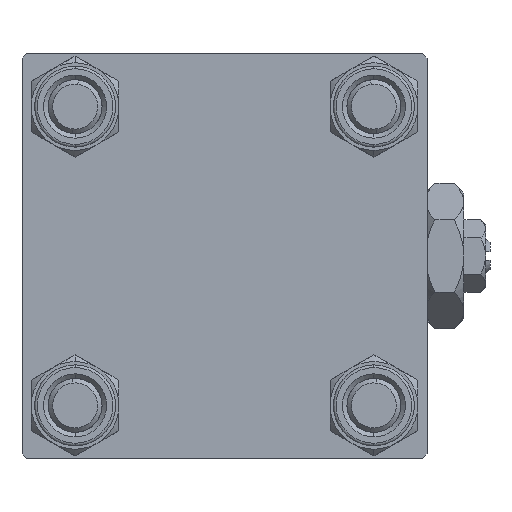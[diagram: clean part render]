
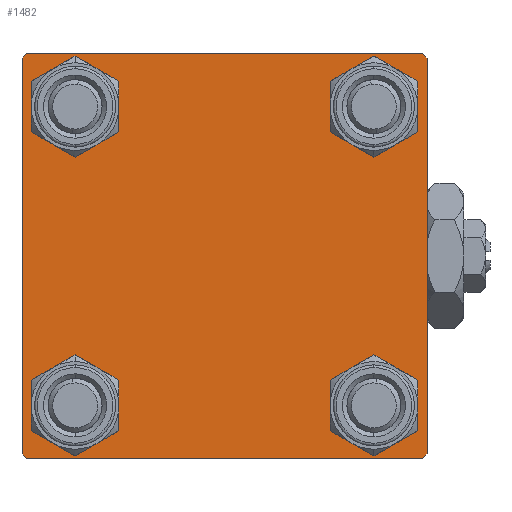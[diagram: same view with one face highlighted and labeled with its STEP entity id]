
A CAD part, left-side view. The second image highlights one B-rep face of the part: STEP entity #1482.
In plain terms, the highlighted planar face has unit normal (-1, 0, 0).
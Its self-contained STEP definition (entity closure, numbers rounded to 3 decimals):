
#1028 = VERTEX_POINT ( 'NONE', #12187 ) ;
#1482 = ADVANCED_FACE ( 'NONE', ( #15274, #23031, #3053, #42725, #11010 ), #39244, .T. ) ;
#1864 = CARTESIAN_POINT ( 'NONE',  ( 0., 22.5, -22.5 ) ) ;
#1926 = DIRECTION ( 'NONE',  ( 0., 0., 1. ) ) ;
#2204 = CARTESIAN_POINT ( 'NONE',  ( 0., -16.6, 13.1 ) ) ;
#2369 = AXIS2_PLACEMENT_3D ( 'NONE', #21601, #13579, #17324 ) ;
#2406 = VECTOR ( 'NONE', #30544, 1000. ) ;
#3053 = FACE_BOUND ( 'NONE', #43003, .T. ) ;
#3311 = DIRECTION ( 'NONE',  ( 0., 0.707, -0.707 ) ) ;
#3317 = CARTESIAN_POINT ( 'NONE',  ( 0., 0., 0. ) ) ;
#3639 = EDGE_CURVE ( 'NONE', #18622, #50865, #23112, .T. ) ;
#3686 = CARTESIAN_POINT ( 'NONE',  ( 0., -22.5, -22. ) ) ;
#3945 = DIRECTION ( 'NONE',  ( 1., 0., 0. ) ) ;
#4076 = CIRCLE ( 'NONE', #2369, 3.5 ) ;
#4085 = LINE ( 'NONE', #43758, #18619 ) ;
#4656 = AXIS2_PLACEMENT_3D ( 'NONE', #10765, #43787, #39004 ) ;
#5264 = DIRECTION ( 'NONE',  ( 0., -0.707, 0.707 ) ) ;
#5272 = VERTEX_POINT ( 'NONE', #34913 ) ;
#5657 = VECTOR ( 'NONE', #11246, 1000. ) ;
#5855 = LINE ( 'NONE', #1864, #23175 ) ;
#7044 = ORIENTED_EDGE ( 'NONE', *, *, #51496, .T. ) ;
#7524 = LINE ( 'NONE', #7781, #5657 ) ;
#7565 = AXIS2_PLACEMENT_3D ( 'NONE', #47633, #51890, #1926 ) ;
#7781 = CARTESIAN_POINT ( 'NONE',  ( 0., 22.5, 22.5 ) ) ;
#7846 = EDGE_CURVE ( 'NONE', #13441, #18172, #12973, .T. ) ;
#7942 = ORIENTED_EDGE ( 'NONE', *, *, #51594, .T. ) ;
#7948 = AXIS2_PLACEMENT_3D ( 'NONE', #11201, #23226, #39176 ) ;
#8146 = CARTESIAN_POINT ( 'NONE',  ( 0., 22.5, 22.5 ) ) ;
#8323 = CIRCLE ( 'NONE', #36418, 3.5 ) ;
#8479 = VERTEX_POINT ( 'NONE', #40305 ) ;
#8925 = CARTESIAN_POINT ( 'NONE',  ( 0., -16.6, -20.1 ) ) ;
#9936 = EDGE_CURVE ( 'NONE', #28603, #18172, #44196, .T. ) ;
#10765 = CARTESIAN_POINT ( 'NONE',  ( 0., 16.6, 16.6 ) ) ;
#10789 = CARTESIAN_POINT ( 'NONE',  ( 0., 22.5, -22. ) ) ;
#11010 = FACE_OUTER_BOUND ( 'NONE', #11945, .T. ) ;
#11201 = CARTESIAN_POINT ( 'NONE',  ( 0., -16.6, -16.6 ) ) ;
#11246 = DIRECTION ( 'NONE',  ( 0., -1., 0. ) ) ;
#11809 = EDGE_CURVE ( 'NONE', #15307, #5272, #34313, .T. ) ;
#11945 = EDGE_LOOP ( 'NONE', ( #34944, #28142, #51646, #13346, #19102, #39965, #20288, #7044 ) ) ;
#12187 = CARTESIAN_POINT ( 'NONE',  ( 0., 16.6, -13.1 ) ) ;
#12973 = LINE ( 'NONE', #33206, #35010 ) ;
#13346 = ORIENTED_EDGE ( 'NONE', *, *, #7846, .T. ) ;
#13441 = VERTEX_POINT ( 'NONE', #48382 ) ;
#13579 = DIRECTION ( 'NONE',  ( 1., 0., 0. ) ) ;
#13699 = EDGE_CURVE ( 'NONE', #50865, #18622, #29298, .T. ) ;
#14121 = EDGE_CURVE ( 'NONE', #49295, #8479, #25067, .T. ) ;
#14336 = ORIENTED_EDGE ( 'NONE', *, *, #20728, .T. ) ;
#14545 = VECTOR ( 'NONE', #52132, 1000. ) ;
#15020 = CARTESIAN_POINT ( 'NONE',  ( 0., 22.5, 22. ) ) ;
#15105 = EDGE_LOOP ( 'NONE', ( #7942, #17654 ) ) ;
#15194 = CIRCLE ( 'NONE', #7565, 3.5 ) ;
#15274 = FACE_BOUND ( 'NONE', #33464, .T. ) ;
#15307 = VERTEX_POINT ( 'NONE', #8925 ) ;
#16114 = CIRCLE ( 'NONE', #45878, 3.5 ) ;
#16949 = VERTEX_POINT ( 'NONE', #43399 ) ;
#17324 = DIRECTION ( 'NONE',  ( 0., 0., 1. ) ) ;
#17411 = CARTESIAN_POINT ( 'NONE',  ( 0., 16.6, 13.1 ) ) ;
#17648 = DIRECTION ( 'NONE',  ( 1., 0., 0. ) ) ;
#17654 = ORIENTED_EDGE ( 'NONE', *, *, #11809, .T. ) ;
#18172 = VERTEX_POINT ( 'NONE', #3686 ) ;
#18381 = VERTEX_POINT ( 'NONE', #10789 ) ;
#18619 = VECTOR ( 'NONE', #3311, 1000. ) ;
#18622 = VERTEX_POINT ( 'NONE', #17411 ) ;
#18710 = CARTESIAN_POINT ( 'NONE',  ( 0., 16.6, 20.1 ) ) ;
#19102 = ORIENTED_EDGE ( 'NONE', *, *, #9936, .F. ) ;
#19647 = CARTESIAN_POINT ( 'NONE',  ( 0., 22.25, -22.25 ) ) ;
#20288 = ORIENTED_EDGE ( 'NONE', *, *, #44524, .F. ) ;
#20728 = EDGE_CURVE ( 'NONE', #1028, #16949, #8323, .T. ) ;
#20873 = VERTEX_POINT ( 'NONE', #41454 ) ;
#21601 = CARTESIAN_POINT ( 'NONE',  ( 0., -16.6, 16.6 ) ) ;
#23031 = FACE_BOUND ( 'NONE', #15105, .T. ) ;
#23112 = CIRCLE ( 'NONE', #38431, 3.5 ) ;
#23175 = VECTOR ( 'NONE', #50581, 1000. ) ;
#23226 = DIRECTION ( 'NONE',  ( 1., 0., 0. ) ) ;
#24597 = EDGE_CURVE ( 'NONE', #16949, #1028, #16114, .T. ) ;
#25033 = CARTESIAN_POINT ( 'NONE',  ( 0., 16.6, 16.6 ) ) ;
#25067 = CIRCLE ( 'NONE', #51409, 3.5 ) ;
#25086 = ORIENTED_EDGE ( 'NONE', *, *, #3639, .T. ) ;
#25546 = DIRECTION ( 'NONE',  ( 0., 0., 1. ) ) ;
#25843 = EDGE_CURVE ( 'NONE', #47149, #18381, #51846, .T. ) ;
#26300 = EDGE_LOOP ( 'NONE', ( #48258, #25086 ) ) ;
#26835 = CARTESIAN_POINT ( 'NONE',  ( 0., -16.6, 16.6 ) ) ;
#27274 = DIRECTION ( 'NONE',  ( -1., 0., 0. ) ) ;
#27964 = CARTESIAN_POINT ( 'NONE',  ( 0., -22.5, 22.5 ) ) ;
#28142 = ORIENTED_EDGE ( 'NONE', *, *, #28162, .T. ) ;
#28162 = EDGE_CURVE ( 'NONE', #18381, #52307, #48131, .T. ) ;
#28603 = VERTEX_POINT ( 'NONE', #38110 ) ;
#29298 = CIRCLE ( 'NONE', #4656, 3.5 ) ;
#29835 = EDGE_CURVE ( 'NONE', #52307, #13441, #5855, .T. ) ;
#30544 = DIRECTION ( 'NONE',  ( 0., 0.707, 0.707 ) ) ;
#30816 = DIRECTION ( 'NONE',  ( 1., 0., 0. ) ) ;
#32055 = CARTESIAN_POINT ( 'NONE',  ( 0., 16.6, -16.6 ) ) ;
#32809 = CARTESIAN_POINT ( 'NONE',  ( 0., 22., -22.5 ) ) ;
#33015 = CARTESIAN_POINT ( 'NONE',  ( 0., -22.25, 22.25 ) ) ;
#33206 = CARTESIAN_POINT ( 'NONE',  ( 0., -22.25, -22.25 ) ) ;
#33464 = EDGE_LOOP ( 'NONE', ( #52438, #38015 ) ) ;
#34237 = VECTOR ( 'NONE', #36736, 1000. ) ;
#34313 = CIRCLE ( 'NONE', #7948, 3.5 ) ;
#34913 = CARTESIAN_POINT ( 'NONE',  ( 0., -16.6, -13.1 ) ) ;
#34944 = ORIENTED_EDGE ( 'NONE', *, *, #25843, .T. ) ;
#35010 = VECTOR ( 'NONE', #5264, 1000. ) ;
#36123 = DIRECTION ( 'NONE',  ( 0., 0., -1. ) ) ;
#36414 = DIRECTION ( 'NONE',  ( 0., 0., 1. ) ) ;
#36418 = AXIS2_PLACEMENT_3D ( 'NONE', #44401, #3945, #36414 ) ;
#36736 = DIRECTION ( 'NONE',  ( 0., 0., -1. ) ) ;
#37023 = LINE ( 'NONE', #33015, #2406 ) ;
#37286 = ORIENTED_EDGE ( 'NONE', *, *, #24597, .T. ) ;
#38015 = ORIENTED_EDGE ( 'NONE', *, *, #14121, .T. ) ;
#38110 = CARTESIAN_POINT ( 'NONE',  ( 0., -22.5, 22. ) ) ;
#38152 = DIRECTION ( 'NONE',  ( 0., 0., 1. ) ) ;
#38431 = AXIS2_PLACEMENT_3D ( 'NONE', #25033, #49511, #25546 ) ;
#39004 = DIRECTION ( 'NONE',  ( 0., 0., 1. ) ) ;
#39176 = DIRECTION ( 'NONE',  ( 0., 0., 1. ) ) ;
#39244 = PLANE ( 'NONE',  #44285 ) ;
#39965 = ORIENTED_EDGE ( 'NONE', *, *, #49436, .T. ) ;
#40305 = CARTESIAN_POINT ( 'NONE',  ( 0., -16.6, 20.1 ) ) ;
#41241 = CARTESIAN_POINT ( 'NONE',  ( 0., 22., 22.5 ) ) ;
#41454 = CARTESIAN_POINT ( 'NONE',  ( 0., -22., 22.5 ) ) ;
#42725 = FACE_BOUND ( 'NONE', #26300, .T. ) ;
#43003 = EDGE_LOOP ( 'NONE', ( #14336, #37286 ) ) ;
#43399 = CARTESIAN_POINT ( 'NONE',  ( 0., 16.6, -20.1 ) ) ;
#43509 = DIRECTION ( 'NONE',  ( 0., 0., 1. ) ) ;
#43758 = CARTESIAN_POINT ( 'NONE',  ( 0., 22.25, 22.25 ) ) ;
#43787 = DIRECTION ( 'NONE',  ( 1., 0., 0. ) ) ;
#44196 = LINE ( 'NONE', #27964, #34237 ) ;
#44285 = AXIS2_PLACEMENT_3D ( 'NONE', #3317, #27274, #43509 ) ;
#44401 = CARTESIAN_POINT ( 'NONE',  ( 0., 16.6, -16.6 ) ) ;
#44524 = EDGE_CURVE ( 'NONE', #45814, #20873, #7524, .T. ) ;
#45814 = VERTEX_POINT ( 'NONE', #41241 ) ;
#45878 = AXIS2_PLACEMENT_3D ( 'NONE', #32055, #17648, #38152 ) ;
#46543 = DIRECTION ( 'NONE',  ( 0., 0., 1. ) ) ;
#47149 = VERTEX_POINT ( 'NONE', #15020 ) ;
#47633 = CARTESIAN_POINT ( 'NONE',  ( 0., -16.6, -16.6 ) ) ;
#48131 = LINE ( 'NONE', #19647, #14545 ) ;
#48258 = ORIENTED_EDGE ( 'NONE', *, *, #13699, .T. ) ;
#48382 = CARTESIAN_POINT ( 'NONE',  ( 0., -22., -22.5 ) ) ;
#48523 = EDGE_CURVE ( 'NONE', #8479, #49295, #4076, .T. ) ;
#49295 = VERTEX_POINT ( 'NONE', #2204 ) ;
#49436 = EDGE_CURVE ( 'NONE', #28603, #20873, #37023, .T. ) ;
#49511 = DIRECTION ( 'NONE',  ( 1., 0., 0. ) ) ;
#50581 = DIRECTION ( 'NONE',  ( 0., -1., 0. ) ) ;
#50865 = VERTEX_POINT ( 'NONE', #18710 ) ;
#51409 = AXIS2_PLACEMENT_3D ( 'NONE', #26835, #30816, #46543 ) ;
#51496 = EDGE_CURVE ( 'NONE', #45814, #47149, #4085, .T. ) ;
#51594 = EDGE_CURVE ( 'NONE', #5272, #15307, #15194, .T. ) ;
#51646 = ORIENTED_EDGE ( 'NONE', *, *, #29835, .T. ) ;
#51846 = LINE ( 'NONE', #8146, #51894 ) ;
#51890 = DIRECTION ( 'NONE',  ( 1., 0., 0. ) ) ;
#51894 = VECTOR ( 'NONE', #36123, 1000. ) ;
#52132 = DIRECTION ( 'NONE',  ( 0., -0.707, -0.707 ) ) ;
#52307 = VERTEX_POINT ( 'NONE', #32809 ) ;
#52438 = ORIENTED_EDGE ( 'NONE', *, *, #48523, .T. ) ;
